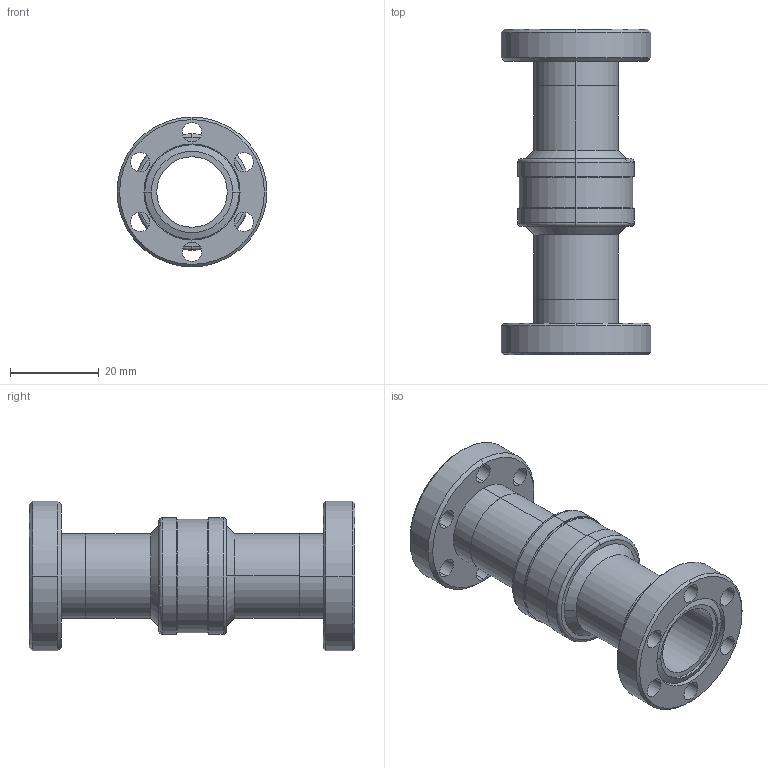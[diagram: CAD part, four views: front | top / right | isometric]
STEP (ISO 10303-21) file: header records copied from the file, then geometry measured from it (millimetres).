
FILE_DESCRIPTION (( 'STEP AP203' ), '1' );
FILE_NAME ('A7535-1-CF.STEP', '2013-11-06T12:21:07', ( '' ), ( '' ), 'SwSTEP 2.0', 'SolidWorks 2012', '' );
FILE_SCHEMA (( 'CONFIG_CONTROL_DESIGN' ));
Length unit declared in the file: inch
Products named in the file (1): A7535-1-CF
Bounding box: 33.78 x 73.38 x 33.78 mm (x, y, z)
Volume: 14361.4 mm3; surface area: 16176.1 mm2
Topology: 1 solids, 1 shells, 142 faces, 332 edges, 212 vertices
Faces by surface type: cylinder 84, cone 28, plane 22, torus 8
Entity records: 4682 total; most frequent: CARTESIAN_POINT 1098, DIRECTION 830, ORIENTED_EDGE 664, AXIS2_PLACEMENT_3D 359, EDGE_CURVE 332, CIRCLE 216, VERTEX_POINT 212, EDGE_LOOP 188
